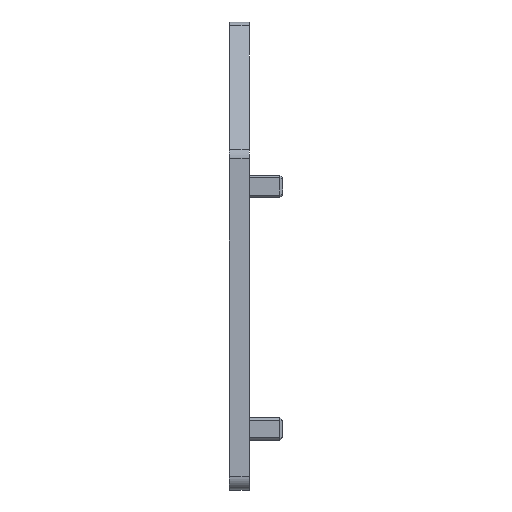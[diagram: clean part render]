
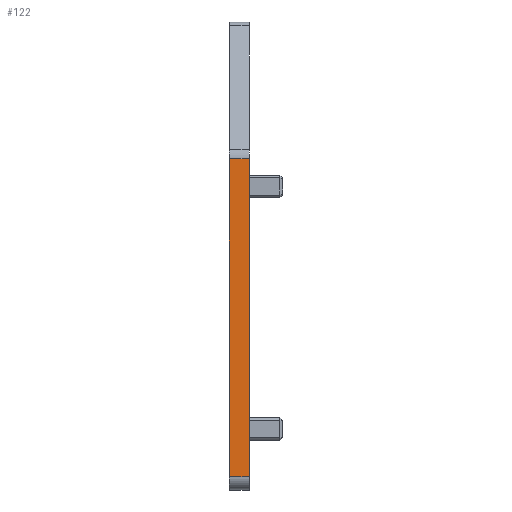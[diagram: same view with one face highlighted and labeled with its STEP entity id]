
A CAD part, left-side view. The second image highlights one B-rep face of the part: STEP entity #122.
In plain terms, the highlighted planar face has unit normal (-1, 0, 0).
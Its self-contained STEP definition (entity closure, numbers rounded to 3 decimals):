
#122 = ADVANCED_FACE( '', ( #256 ), #257, .F. );
#256 = FACE_OUTER_BOUND( '', #424, .T. );
#257 = PLANE( '', #425 );
#424 = EDGE_LOOP( '', ( #871, #872, #873, #874 ) );
#425 = AXIS2_PLACEMENT_3D( '', #875, #876, #877 );
#871 = ORIENTED_EDGE( '', *, *, #1290, .T. );
#872 = ORIENTED_EDGE( '', *, *, #1299, .F. );
#873 = ORIENTED_EDGE( '', *, *, #1159, .F. );
#874 = ORIENTED_EDGE( '', *, *, #1300, .T. );
#875 = CARTESIAN_POINT( '', ( -33.704, -1.5, 6.343 ) );
#876 = DIRECTION( '', ( 1., 0., 0. ) );
#877 = DIRECTION( '', ( 0., 0., -1. ) );
#1159 = EDGE_CURVE( '', #1381, #1383, #1384, .T. );
#1290 = EDGE_CURVE( '', #1605, #1603, #1606, .T. );
#1299 = EDGE_CURVE( '', #1383, #1603, #1615, .T. );
#1300 = EDGE_CURVE( '', #1381, #1605, #1616, .T. );
#1381 = VERTEX_POINT( '', #1710 );
#1383 = VERTEX_POINT( '', #1712 );
#1384 = LINE( '', #1713, #1714 );
#1603 = VERTEX_POINT( '', #2082 );
#1605 = VERTEX_POINT( '', #2084 );
#1606 = LINE( '', #2085, #2086 );
#1615 = LINE( '', #2102, #2103 );
#1616 = LINE( '', #2104, #2105 );
#1710 = CARTESIAN_POINT( '', ( -33.704, -1.5, 6.343 ) );
#1712 = CARTESIAN_POINT( '', ( -33.704, -1.5, -17.642 ) );
#1713 = CARTESIAN_POINT( '', ( -33.704, -1.5, 6.343 ) );
#1714 = VECTOR( '', #2215, 1000. );
#2082 = CARTESIAN_POINT( '', ( -33.704, 0., -17.642 ) );
#2084 = CARTESIAN_POINT( '', ( -33.704, 0., 6.343 ) );
#2085 = CARTESIAN_POINT( '', ( -33.704, 0., 6.343 ) );
#2086 = VECTOR( '', #2404, 1000. );
#2102 = CARTESIAN_POINT( '', ( -33.704, -1.5, -17.642 ) );
#2103 = VECTOR( '', #2415, 1000. );
#2104 = CARTESIAN_POINT( '', ( -33.704, -1.5, 6.343 ) );
#2105 = VECTOR( '', #2416, 1000. );
#2215 = DIRECTION( '', ( 0., 0., -1. ) );
#2404 = DIRECTION( '', ( 0., 0., -1. ) );
#2415 = DIRECTION( '', ( 0., 1., 0. ) );
#2416 = DIRECTION( '', ( 0., 1., 0. ) );
